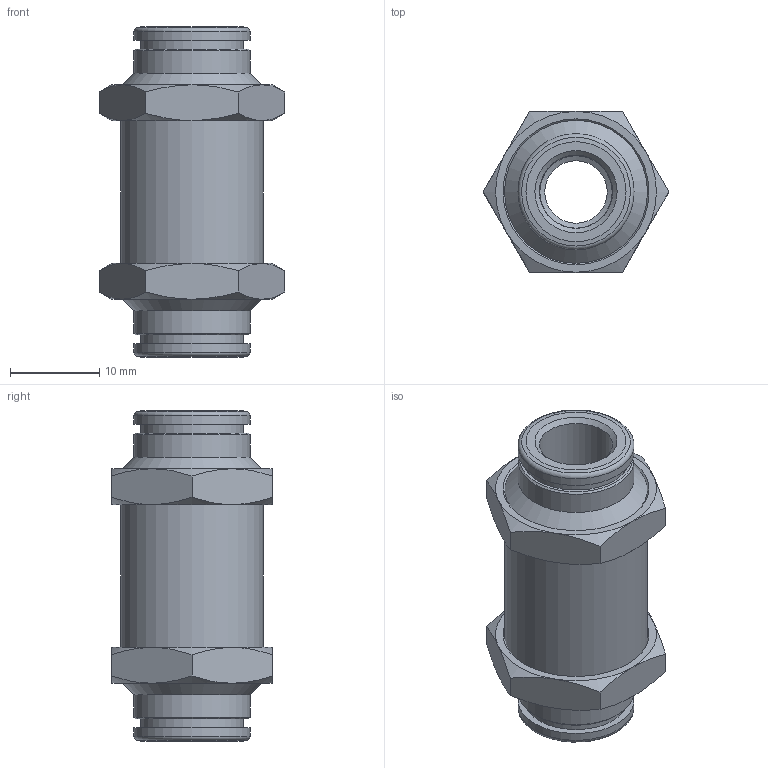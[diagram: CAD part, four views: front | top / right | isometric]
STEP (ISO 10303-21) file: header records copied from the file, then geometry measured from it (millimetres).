
FILE_DESCRIPTION(/* description */ (''),/* implementation_level */ '2;1');
FILE_NAME(/* name */ 'V201104_IPSO_010_8_M16X1_15.02.2016',/* time_stamp */ '2016-02-15T16:50:36+01:00',/* author */ (''),/* organization */ ('sopra-pneumatic'),/* preprocessor_version */ 'ST-DEVELOPER v14',/* originating_system */ 'HiCAD 2013 1802.4 Build 509',/* authorisation */ '');
FILE_SCHEMA (('AUTOMOTIVE_DESIGN { 1 0 10303 214 1 1 1 1 }'));
Length unit declared in the file: millimetre
Products named in the file (6): Root; DR8_NEU; R201104-i1; 201124
Assembly tree (5 placements, depth 2):
  Root
    DR8_NEU
    DR8_NEU
    R201104-i1
    201124
    201124
Bounding box: 20.78 x 18 x 37 mm (x, y, z)
Volume: 4924.8 mm3; surface area: 5327.6 mm2
Topology: 5 solids, 5 shells, 96 faces, 196 edges, 114 vertices
Faces by surface type: cone 48, plane 26, cylinder 20, torus 2
Full cylindrical faces by diameter (mm): 7 x1, 8.1 x2, 8.2 x2, 10.1 x2, 11 x2, 11.5 x2, 11.6 x2, 13 x4, 14.73 x2, 16 x1
Entity records: 3796 total; most frequent: DIRECTION 484, CARTESIAN_POINT 354, PRESENTATION_STYLE_ASSIGNMENT 289, COLOUR_RGB 285, DRAUGHTING_PRE_DEFINED_CURVE_FONT 284, CURVE_STYLE 284, OVER_RIDING_STYLED_ITEM 284, ORIENTED_EDGE 284
